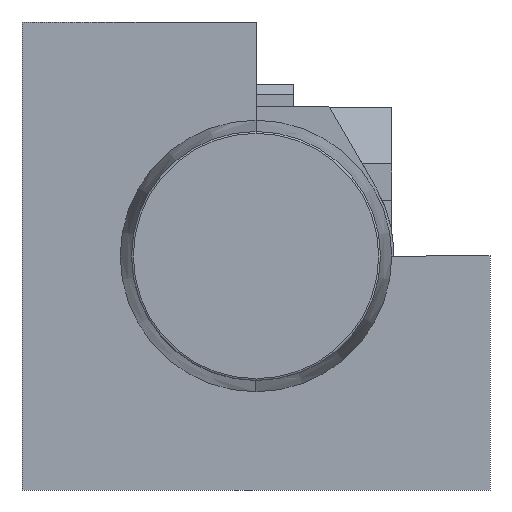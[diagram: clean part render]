
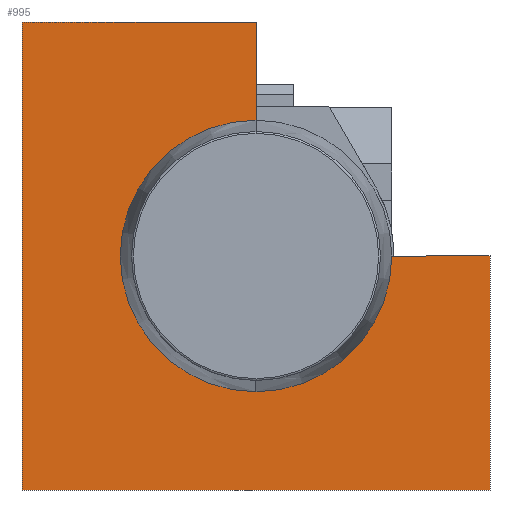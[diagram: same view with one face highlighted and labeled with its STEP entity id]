
A CAD part, front view. The second image highlights one B-rep face of the part: STEP entity #995.
In plain terms, the highlighted planar face has unit normal (0, -1, 0).
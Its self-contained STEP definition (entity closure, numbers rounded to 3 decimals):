
#995=ADVANCED_FACE('',(#2388),#2389,.T.);
#2388=FACE_OUTER_BOUND('',#4267,.T.);
#2389=PLANE('',#4268);
#4267=EDGE_LOOP('',(#7332,#7333,#7334,#7335,#7336,#7337,#7338,#7339));
#4268=AXIS2_PLACEMENT_3D('',#7340,#7341,#7342);
#7332=ORIENTED_EDGE('',*,*,#11746,.T.);
#7333=ORIENTED_EDGE('',*,*,#12623,.T.);
#7334=ORIENTED_EDGE('',*,*,#12624,.T.);
#7335=ORIENTED_EDGE('',*,*,#12625,.T.);
#7336=ORIENTED_EDGE('',*,*,#12626,.T.);
#7337=ORIENTED_EDGE('',*,*,#12356,.T.);
#7338=ORIENTED_EDGE('',*,*,#12627,.T.);
#7339=ORIENTED_EDGE('',*,*,#12628,.T.);
#7340=CARTESIAN_POINT('',(25.0,-24.79,25.0));
#7341=DIRECTION('',(0.,-1.0,0.));
#7342=DIRECTION('',(0.,0.,1.0));
#11746=EDGE_CURVE('',#14045,#14043,#14046,.T.);
#12356=EDGE_CURVE('',#15117,#15121,#15123,.T.);
#12623=EDGE_CURVE('',#14043,#15538,#15539,.T.);
#12624=EDGE_CURVE('',#15538,#15540,#15541,.T.);
#12625=EDGE_CURVE('',#15540,#15542,#15543,.T.);
#12626=EDGE_CURVE('',#15542,#15117,#15544,.T.);
#12627=EDGE_CURVE('',#15121,#15545,#15546,.T.);
#12628=EDGE_CURVE('',#15545,#14045,#15547,.T.);
#14043=VERTEX_POINT('',#17580);
#14045=VERTEX_POINT('',#17583);
#14046=LINE('',#17584,#17585);
#15117=VERTEX_POINT('',#19385);
#15121=VERTEX_POINT('',#19391);
#15123=LINE('',#19394,#19395);
#15538=VERTEX_POINT('',#20115);
#15539=LINE('',#20116,#20117);
#15540=VERTEX_POINT('',#20118);
#15541=CIRCLE('',#20119,11.25);
#15542=VERTEX_POINT('',#20120);
#15543=CIRCLE('',#20121,11.25);
#15544=LINE('',#20122,#20123);
#15545=VERTEX_POINT('',#20124);
#15546=LINE('',#20125,#20126);
#15547=LINE('',#20127,#20128);
#17580=CARTESIAN_POINT('',(25.0,-24.79,0.));
#17583=CARTESIAN_POINT('',(25.0,-24.79,-25.0));
#17584=CARTESIAN_POINT('',(25.0,-24.79,-25.0));
#17585=VECTOR('',#22971,1000.0);
#19385=CARTESIAN_POINT('',(0.,-24.79,25.0));
#19391=CARTESIAN_POINT('',(-25.0,-24.79,25.0));
#19394=CARTESIAN_POINT('',(25.0,-24.79,25.0));
#19395=VECTOR('',#23671,1000.0);
#20115=CARTESIAN_POINT('',(11.25,-24.79,0.));
#20116=CARTESIAN_POINT('',(0.,-24.79,0.));
#20117=VECTOR('',#23926,1000.0);
#20118=CARTESIAN_POINT('',(0.,-24.79,-11.25));
#20119=AXIS2_PLACEMENT_3D('',#23927,#23928,#23929);
#20120=CARTESIAN_POINT('',(0.,-24.79,11.25));
#20121=AXIS2_PLACEMENT_3D('',#23930,#23931,#23932);
#20122=CARTESIAN_POINT('',(0.,-24.79,0.));
#20123=VECTOR('',#23933,1000.0);
#20124=CARTESIAN_POINT('',(-25.0,-24.79,-25.0));
#20125=CARTESIAN_POINT('',(-25.0,-24.79,25.0));
#20126=VECTOR('',#23934,1000.0);
#20127=CARTESIAN_POINT('',(-25.0,-24.79,-25.0));
#20128=VECTOR('',#23935,1000.0);
#22971=DIRECTION('',(0.,0.,1.0));
#23671=DIRECTION('',(-1.0,0.,0.));
#23926=DIRECTION('',(-1.0,0.,0.));
#23927=CARTESIAN_POINT('',(0.,-24.79,0.));
#23928=DIRECTION('',(0.,1.0,0.));
#23929=DIRECTION('',(-1.0,0.,0.));
#23930=CARTESIAN_POINT('',(0.,-24.79,0.));
#23931=DIRECTION('',(0.,1.0,0.));
#23932=DIRECTION('',(-1.0,0.,0.));
#23933=DIRECTION('',(0.,0.,1.0));
#23934=DIRECTION('',(0.,0.,-1.0));
#23935=DIRECTION('',(1.0,0.,0.));
